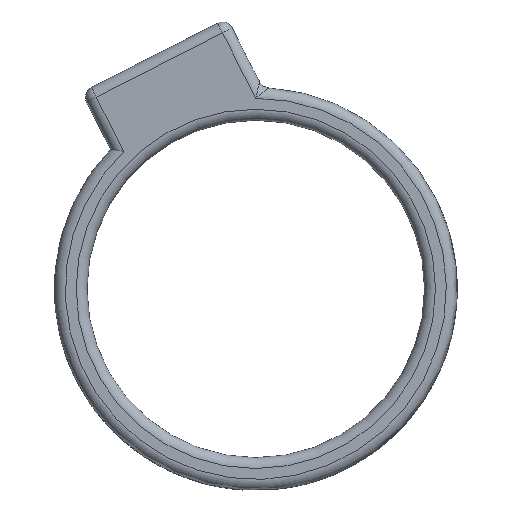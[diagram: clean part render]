
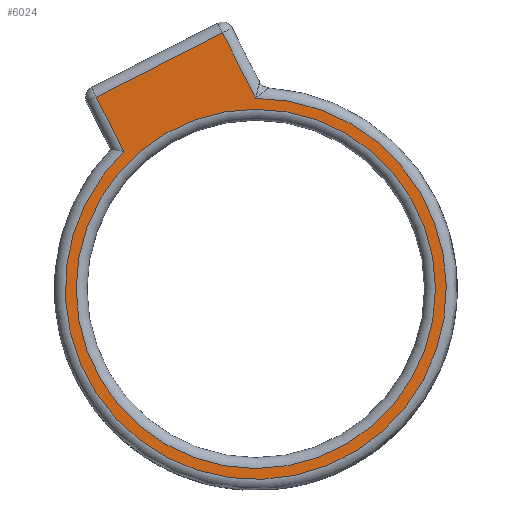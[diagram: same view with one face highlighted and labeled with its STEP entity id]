
A CAD part, top view. The second image highlights one B-rep face of the part: STEP entity #6024.
In plain terms, the highlighted planar face has unit normal (0, 0, 1).
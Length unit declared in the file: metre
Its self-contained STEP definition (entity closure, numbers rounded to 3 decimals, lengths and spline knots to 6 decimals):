
#571=PLANE('',#6509);
#770=CIRCLE('',#6510,0.0165);
#771=CIRCLE('',#6511,0.0175);
#1175=ORIENTED_EDGE('',*,*,#3055,.T.);
#1176=ORIENTED_EDGE('',*,*,#3056,.T.);
#1177=ORIENTED_EDGE('',*,*,#3057,.T.);
#1178=ORIENTED_EDGE('',*,*,#3058,.T.);
#1179=ORIENTED_EDGE('',*,*,#3059,.T.);
#3055=EDGE_CURVE('',#3999,#3999,#770,.F.);
#3056=EDGE_CURVE('',#4000,#4001,#4398,.T.);
#3057=EDGE_CURVE('',#4001,#4002,#4399,.T.);
#3058=EDGE_CURVE('',#4002,#4003,#4400,.F.);
#3059=EDGE_CURVE('',#4003,#4000,#771,.T.);
#3999=VERTEX_POINT('',#9189);
#4000=VERTEX_POINT('',#9191);
#4001=VERTEX_POINT('',#9192);
#4002=VERTEX_POINT('',#9194);
#4003=VERTEX_POINT('',#9196);
#4398=LINE('',#9190,#4811);
#4399=LINE('',#9193,#4812);
#4400=LINE('',#9195,#4813);
#4811=VECTOR('',#7152,1.);
#4812=VECTOR('',#7153,1.);
#4813=VECTOR('',#7154,1.);
#5201=EDGE_LOOP('',(#1175));
#5202=EDGE_LOOP('',(#1176,#1177,#1178,#1179));
#5593=FACE_BOUND('',#5201,.T.);
#5594=FACE_BOUND('',#5202,.T.);
#6024=ADVANCED_FACE('',(#5593,#5594),#571,.T.);
#6509=AXIS2_PLACEMENT_3D('',#9187,#7148,#7149);
#6510=AXIS2_PLACEMENT_3D('',#9188,#7150,#7151);
#6511=AXIS2_PLACEMENT_3D('',#9197,#7155,#7156);
#7148=DIRECTION('',(0.,0.,1.));
#7149=DIRECTION('',(1.,0.,0.));
#7150=DIRECTION('',(0.,0.,1.));
#7151=DIRECTION('',(1.,0.,0.));
#7152=DIRECTION('',(-0.454,0.891,0.));
#7153=DIRECTION('',(-0.891,-0.454,0.));
#7154=DIRECTION('',(-0.454,0.891,0.));
#7155=DIRECTION('',(0.,0.,1.));
#7156=DIRECTION('',(1.,0.,0.));
#9187=CARTESIAN_POINT('',(0.,0.,0.0035));
#9188=CARTESIAN_POINT('',(0.,0.,0.0035));
#9189=CARTESIAN_POINT('',(0.0165,0.,0.0035));
#9190=CARTESIAN_POINT('',(-0.003518,0.024405,0.0035));
#9191=CARTESIAN_POINT('',(0.,0.0175,0.0035));
#9192=CARTESIAN_POINT('',(-0.003064,0.023514,0.0035));
#9193=CARTESIAN_POINT('',(-0.015539,0.017158,0.0035));
#9194=CARTESIAN_POINT('',(-0.014648,0.017612,0.0035));
#9195=CARTESIAN_POINT('',(-0.01244,0.013281,0.0035));
#9196=CARTESIAN_POINT('',(-0.01211,0.012633,0.0035));
#9197=CARTESIAN_POINT('',(0.,0.,0.0035));
